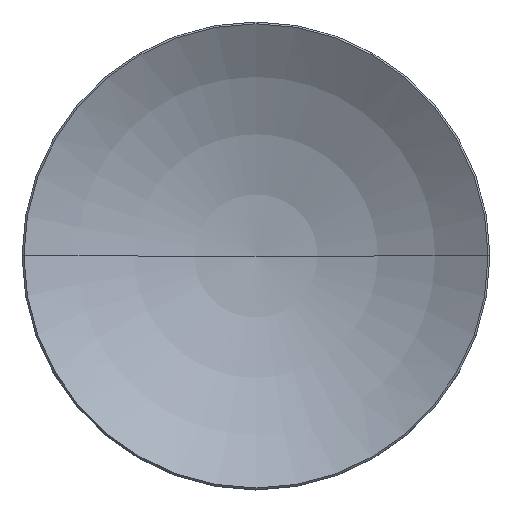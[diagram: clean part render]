
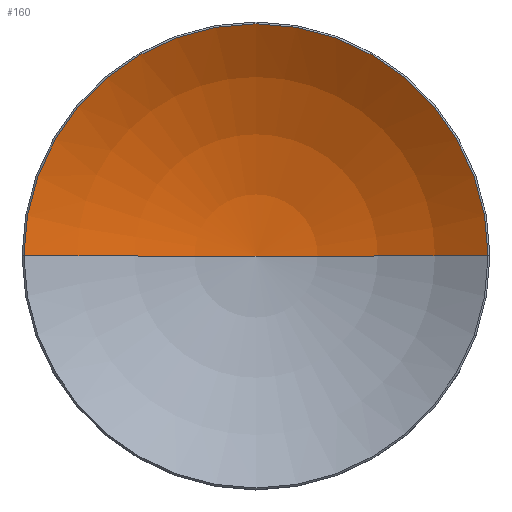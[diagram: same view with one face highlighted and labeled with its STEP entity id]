
A CAD part, top view. The second image highlights one B-rep face of the part: STEP entity #160.
In plain terms, the highlighted toroidal (fillet/blend) face has major radius 0.001 mm and minor radius 25.84 mm.
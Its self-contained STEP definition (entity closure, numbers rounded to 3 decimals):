
#1 = CARTESIAN_POINT ( 'NONE',  ( -0.001, 0., 28.34 ) ) ;
#14 = DIRECTION ( 'NONE',  ( 0., -1., 0. ) ) ;
#35 = CARTESIAN_POINT ( 'NONE',  ( -14.883, 0., 7.217 ) ) ;
#43 = DIRECTION ( 'NONE',  ( 0., 0., 1. ) ) ;
#45 = AXIS2_PLACEMENT_3D ( 'NONE', #1, #14, #99 ) ;
#49 = CIRCLE ( 'NONE', #149, 25.84 ) ;
#63 = CARTESIAN_POINT ( 'NONE',  ( 0., 0., 2.5 ) ) ;
#74 = VERTEX_POINT ( 'NONE', #35 ) ;
#78 = DIRECTION ( 'NONE',  ( 0., 1., 0. ) ) ;
#82 = AXIS2_PLACEMENT_3D ( 'NONE', #92, #95, #191 ) ;
#92 = CARTESIAN_POINT ( 'NONE',  ( 0., 0., 7.217 ) ) ;
#95 = DIRECTION ( 'NONE',  ( 0., 0., 1. ) ) ;
#97 = VERTEX_POINT ( 'NONE', #63 ) ;
#99 = DIRECTION ( 'NONE',  ( 0., 0., -1. ) ) ;
#114 = ORIENTED_EDGE ( 'NONE', *, *, #227, .T. ) ;
#149 = AXIS2_PLACEMENT_3D ( 'NONE', #261, #78, #242 ) ;
#160 = ADVANCED_FACE ( 'NONE', ( #209 ), #251, .F. ) ;
#187 = DIRECTION ( 'NONE',  ( 1., 0., 0. ) ) ;
#191 = DIRECTION ( 'NONE',  ( 1., 0., 0. ) ) ;
#194 = CIRCLE ( 'NONE', #82, 14.883 ) ;
#195 = ORIENTED_EDGE ( 'NONE', *, *, #213, .T. ) ;
#197 = VERTEX_POINT ( 'NONE', #247 ) ;
#205 = CARTESIAN_POINT ( 'NONE',  ( 0., 0., 28.34 ) ) ;
#209 = FACE_OUTER_BOUND ( 'NONE', #255, .T. ) ;
#213 = EDGE_CURVE ( 'NONE', #97, #197, #264, .T. ) ;
#217 = EDGE_CURVE ( 'NONE', #97, #74, #49, .T. ) ;
#222 = AXIS2_PLACEMENT_3D ( 'NONE', #205, #43, #187 ) ;
#227 = EDGE_CURVE ( 'NONE', #197, #74, #194, .T. ) ;
#237 = ORIENTED_EDGE ( 'NONE', *, *, #217, .F. ) ;
#242 = DIRECTION ( 'NONE',  ( -1., 0., 0. ) ) ;
#247 = CARTESIAN_POINT ( 'NONE',  ( 14.883, 0., 7.217 ) ) ;
#251 = TOROIDAL_SURFACE ( 'NONE', #222, -0.001, 25.84 ) ;
#255 = EDGE_LOOP ( 'NONE', ( #237, #195, #114 ) ) ;
#261 = CARTESIAN_POINT ( 'NONE',  ( 0.001, 0., 28.34 ) ) ;
#264 = CIRCLE ( 'NONE', #45, 25.84 ) ;
